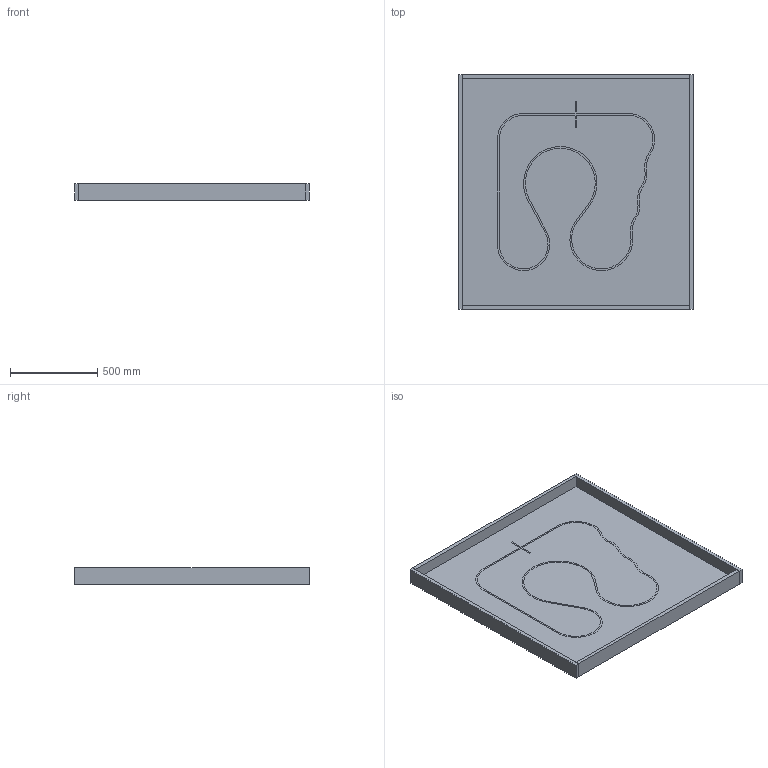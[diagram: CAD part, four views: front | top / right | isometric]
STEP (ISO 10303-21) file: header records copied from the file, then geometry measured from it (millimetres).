
FILE_DESCRIPTION(/* description */ (''),/* implementation_level */ '2;1');
FILE_NAME(/* name */ 'SUIVI_LIGNE.step',/* time_stamp */ '2018-01-16T11:42:01+01:00',/* author */ (''),/* organization */ (''),/* preprocessor_version */ 'ST-DEVELOPER v16.13',/* originating_system */ 'Autodesk Translation Framework v6.5.0.72',/* authorisation */ '');
FILE_SCHEMA (('AUTOMOTIVE_DESIGN { 1 0 10303 214 3 1 1 }'));
Length unit declared in the file: millimetre
Products named in the file (7): TERRAIN_COURSE; PETIT_COTE; PLATEAU; GRAND_COTE; SUIVI_LIGNE; LIGNE_PRINCIPALE; LIGNE_DEPART
Assembly tree (8 placements, depth 3):
  TERRAIN_COURSE
    PETIT_COTE  x2
    PLATEAU
    GRAND_COTE  x2
    SUIVI_LIGNE
      LIGNE_PRINCIPALE
      LIGNE_DEPART
Bounding box: 1344 x 1344 x 92 mm (x, y, z)
Volume: 47887675.1 mm3; surface area: 4812474.3 mm2
Topology: 8 solids, 8 shells, 72 faces, 168 edges, 112 vertices
Faces by surface type: plane 52, cylinder 20
Entity records: 2028 total; most frequent: DIRECTION 336, CARTESIAN_POINT 316, ORIENTED_EDGE 288, EDGE_CURVE 144, AXIS2_PLACEMENT_3D 116, LINE 104, VECTOR 104, VERTEX_POINT 96
